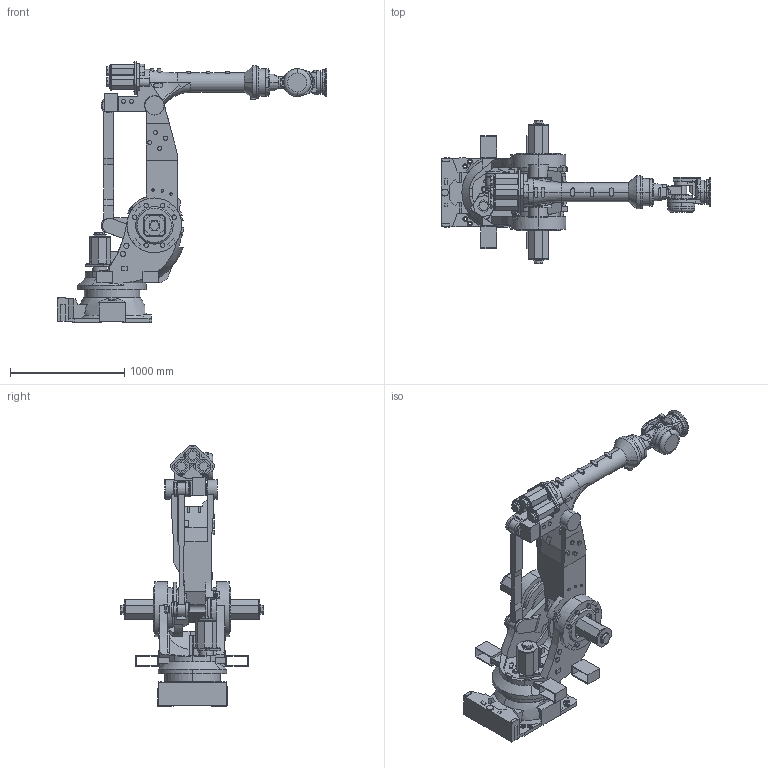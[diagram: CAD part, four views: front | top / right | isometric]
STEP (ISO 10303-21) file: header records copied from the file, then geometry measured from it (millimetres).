
FILE_DESCRIPTION((''),'2;1');
FILE_NAME('Fanuc M-900iB360.stp','2024-09-14T15:00:06',(''),(''),'AutoCAD STEP 2000i','AutoCAD 2000i',', , ');
FILE_SCHEMA(('CONFIG_CONTROL_DESIGN'));
Length unit declared in the file: millimetre
Products named in the file (1): FANUC M-900IB360
Bounding box: 2361.5 x 1251.6 x 2284 mm (x, y, z)
Volume: 407984632.6 mm3; surface area: 12098231.1 mm2
Topology: 9 solids, 9 shells, 1496 faces, 4036 edges, 2669 vertices
Faces by surface type: plane 982, cylinder 432, cone 56, bspline 18, torus 8
Entity records: 49636 total; most frequent: CARTESIAN_POINT 11489, ORIENTED_EDGE 8040, DIRECTION 7778, EDGE_CURVE 4020, VECTOR 2768, LINE 2768, VERTEX_POINT 2669, AXIS2_PLACEMENT_3D 2505
